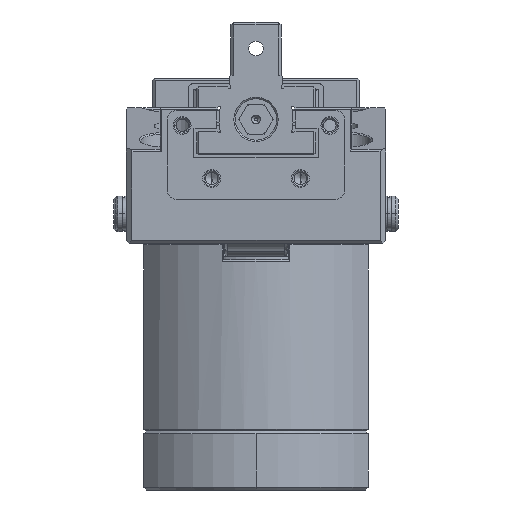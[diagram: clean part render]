
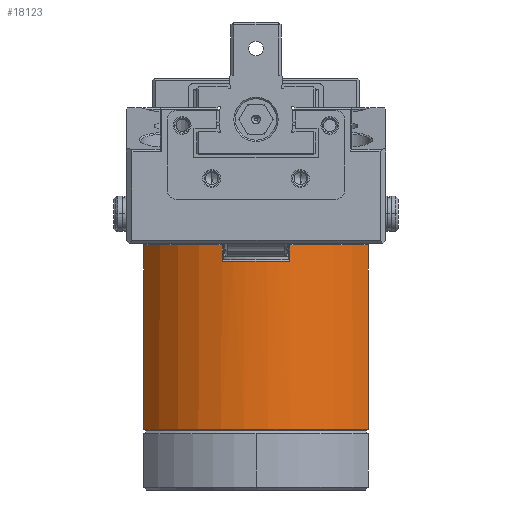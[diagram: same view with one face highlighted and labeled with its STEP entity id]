
A CAD part, left-side view. The second image highlights one B-rep face of the part: STEP entity #18123.
In plain terms, the highlighted cylindrical face has radius 47 mm (diameter 94 mm), a partial arc.
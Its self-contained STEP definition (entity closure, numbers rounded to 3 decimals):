
#1284 = CIRCLE ( 'NONE', #37107, 47. ) ;
#1402 = CIRCLE ( 'NONE', #4527, 47. ) ;
#1404 = CIRCLE ( 'NONE', #4526, 47. ) ;
#1405 = CIRCLE ( 'NONE', #4529, 47. ) ;
#1406 = CIRCLE ( 'NONE', #4537, 47. ) ;
#2154 = CARTESIAN_POINT ( 'NONE',  ( 0., 0., -6. ) ) ;
#2155 = DIRECTION ( 'NONE',  ( 0., 0., -1. ) ) ;
#2156 = DIRECTION ( 'NONE',  ( -1., 0., 0. ) ) ;
#2752 = CARTESIAN_POINT ( 'NONE',  ( 0., 0., -63.5 ) ) ;
#2753 = DIRECTION ( 'NONE',  ( 0., 0., 1. ) ) ;
#2754 = DIRECTION ( 'NONE',  ( 1., 0., 0. ) ) ;
#3703 = CARTESIAN_POINT ( 'NONE',  ( 0., 0., -0.5 ) ) ;
#3707 = DIRECTION ( 'NONE',  ( 0., 0., -1. ) ) ;
#3708 = DIRECTION ( 'NONE',  ( 1., 0., 0. ) ) ;
#3709 = CARTESIAN_POINT ( 'NONE',  ( 0., 0., -6. ) ) ;
#3710 = LINE ( 'NONE', #3711, #4533 ) ;
#3711 = CARTESIAN_POINT ( 'NONE',  ( -27.659, -38., -63.5 ) ) ;
#3712 = DIRECTION ( 'NONE',  ( 0., 0., 1. ) ) ;
#3713 = LINE ( 'NONE', #3714, #4535 ) ;
#3714 = CARTESIAN_POINT ( 'NONE',  ( -45.576, -11.483, -63.5 ) ) ;
#3715 = DIRECTION ( 'NONE',  ( 0., 0., -1. ) ) ;
#3716 = DIRECTION ( 'NONE',  ( 0., 0., -1. ) ) ;
#3717 = DIRECTION ( 'NONE',  ( -1., 0., 0. ) ) ;
#3718 = CARTESIAN_POINT ( 'NONE',  ( 0., 0., -0.5 ) ) ;
#3719 = LINE ( 'NONE', #3720, #4536 ) ;
#3720 = CARTESIAN_POINT ( 'NONE',  ( -45.576, 11.483, -63.5 ) ) ;
#3721 = DIRECTION ( 'NONE',  ( 0., 0., 1. ) ) ;
#3722 = DIRECTION ( 'NONE',  ( 0., 0., -1. ) ) ;
#3723 = DIRECTION ( 'NONE',  ( 1., 0., 0. ) ) ;
#3724 = CARTESIAN_POINT ( 'NONE',  ( 0., 0., -63. ) ) ;
#3725 = LINE ( 'NONE', #3726, #4538 ) ;
#3726 = CARTESIAN_POINT ( 'NONE',  ( -27.659, 38., -63.5 ) ) ;
#3727 = DIRECTION ( 'NONE',  ( 0., 0., 1. ) ) ;
#3728 = DIRECTION ( 'NONE',  ( 0., 0., 1. ) ) ;
#3729 = DIRECTION ( 'NONE',  ( 1., 0., 0. ) ) ;
#4526 = AXIS2_PLACEMENT_3D ( 'NONE', #3709, #3716, #3717 ) ;
#4527 = AXIS2_PLACEMENT_3D ( 'NONE', #3703, #3707, #3708 ) ;
#4529 = AXIS2_PLACEMENT_3D ( 'NONE', #3718, #3722, #3723 ) ;
#4533 = VECTOR ( 'NONE', #3712, 1000. ) ;
#4535 = VECTOR ( 'NONE', #3715, 1000. ) ;
#4536 = VECTOR ( 'NONE', #3721, 1000. ) ;
#4537 = AXIS2_PLACEMENT_3D ( 'NONE', #3724, #3728, #3729 ) ;
#4538 = VECTOR ( 'NONE', #3727, 1000. ) ;
#10660 = EDGE_LOOP ( 'NONE', ( #19435, #19437, #19436, #19438, #19439, #19441, #19440, #19442, #19443 ) ) ;
#15902 = VERTEX_POINT ( 'NONE', #38937 ) ;
#15903 = VERTEX_POINT ( 'NONE', #38938 ) ;
#16023 = VERTEX_POINT ( 'NONE', #39058 ) ;
#16024 = VERTEX_POINT ( 'NONE', #39059 ) ;
#16025 = VERTEX_POINT ( 'NONE', #39060 ) ;
#16026 = VERTEX_POINT ( 'NONE', #39061 ) ;
#16027 = VERTEX_POINT ( 'NONE', #39062 ) ;
#16028 = VERTEX_POINT ( 'NONE', #39063 ) ;
#16029 = VERTEX_POINT ( 'NONE', #39064 ) ;
#17973 = EDGE_CURVE ( 'NONE', #15903, #15902, #1284, .T. ) ;
#18123 = ADVANCED_FACE ( 'NONE', ( #37288 ), #37282, .T. ) ;
#19435 = ORIENTED_EDGE ( 'NONE', *, *, #20088, .T. ) ;
#19436 = ORIENTED_EDGE ( 'NONE', *, *, #20089, .T. ) ;
#19437 = ORIENTED_EDGE ( 'NONE', *, *, #20087, .T. ) ;
#19438 = ORIENTED_EDGE ( 'NONE', *, *, #17973, .T. ) ;
#19439 = ORIENTED_EDGE ( 'NONE', *, *, #20090, .T. ) ;
#19440 = ORIENTED_EDGE ( 'NONE', *, *, #20092, .T. ) ;
#19441 = ORIENTED_EDGE ( 'NONE', *, *, #20091, .T. ) ;
#19442 = ORIENTED_EDGE ( 'NONE', *, *, #20093, .F. ) ;
#19443 = ORIENTED_EDGE ( 'NONE', *, *, #20094, .T. ) ;
#20087 = EDGE_CURVE ( 'NONE', #16024, #16025, #1402, .T. ) ;
#20088 = EDGE_CURVE ( 'NONE', #16023, #16024, #3710, .T. ) ;
#20089 = EDGE_CURVE ( 'NONE', #16025, #15903, #3713, .T. ) ;
#20090 = EDGE_CURVE ( 'NONE', #15902, #16026, #1404, .T. ) ;
#20091 = EDGE_CURVE ( 'NONE', #16026, #16027, #3719, .T. ) ;
#20092 = EDGE_CURVE ( 'NONE', #16027, #16028, #1405, .T. ) ;
#20093 = EDGE_CURVE ( 'NONE', #16029, #16028, #3725, .T. ) ;
#20094 = EDGE_CURVE ( 'NONE', #16029, #16023, #1406, .T. ) ;
#37107 = AXIS2_PLACEMENT_3D ( 'NONE', #2154, #2155, #2156 ) ;
#37282 = CYLINDRICAL_SURFACE ( 'NONE', #37287, 47. ) ;
#37287 = AXIS2_PLACEMENT_3D ( 'NONE', #2752, #2753, #2754 ) ;
#37288 = FACE_OUTER_BOUND ( 'NONE', #10660, .T. ) ;
#38937 = CARTESIAN_POINT ( 'NONE',  ( -47., 0., -6. ) ) ;
#38938 = CARTESIAN_POINT ( 'NONE',  ( -45.576, -11.483, -6. ) ) ;
#39058 = CARTESIAN_POINT ( 'NONE',  ( -27.659, -38., -63. ) ) ;
#39059 = CARTESIAN_POINT ( 'NONE',  ( -27.659, -38., -0.5 ) ) ;
#39060 = CARTESIAN_POINT ( 'NONE',  ( -45.576, -11.483, -0.5 ) ) ;
#39061 = CARTESIAN_POINT ( 'NONE',  ( -45.576, 11.483, -6. ) ) ;
#39062 = CARTESIAN_POINT ( 'NONE',  ( -45.576, 11.483, -0.5 ) ) ;
#39063 = CARTESIAN_POINT ( 'NONE',  ( -27.659, 38., -0.5 ) ) ;
#39064 = CARTESIAN_POINT ( 'NONE',  ( -27.659, 38., -63. ) ) ;
